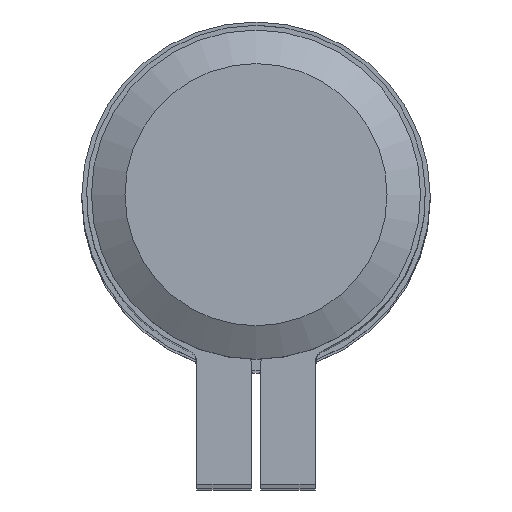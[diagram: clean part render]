
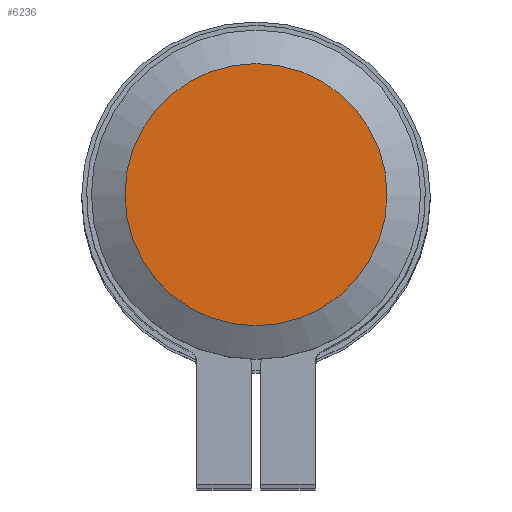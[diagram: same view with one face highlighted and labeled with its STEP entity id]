
A CAD part, top view. The second image highlights one B-rep face of the part: STEP entity #6236.
In plain terms, the highlighted face is planar.
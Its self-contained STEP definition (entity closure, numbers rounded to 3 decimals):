
#250=PLANE('',#6715);
#1781=FACE_OUTER_BOUND('',#2143,.T.);
#2143=EDGE_LOOP('',(#4363));
#2543=CIRCLE('',#6712,6.768);
#2762=VERTEX_POINT('',#9305);
#3398=EDGE_CURVE('',#2762,#2762,#2543,.T.);
#4363=ORIENTED_EDGE('',*,*,#3398,.F.);
#6236=ADVANCED_FACE('',(#1781),#250,.T.);
#6712=AXIS2_PLACEMENT_3D('',#9306,#7394,#7395);
#6715=AXIS2_PLACEMENT_3D('',#9312,#7402,#7403);
#7394=DIRECTION('center_axis',(0.,0.,1.));
#7395=DIRECTION('ref_axis',(-1.,0.,0.));
#7402=DIRECTION('center_axis',(0.,0.,-1.));
#7403=DIRECTION('ref_axis',(-1.,0.,0.));
#9305=CARTESIAN_POINT('',(6.768,0.,0.));
#9306=CARTESIAN_POINT('Origin',(0.,0.,0.));
#9312=CARTESIAN_POINT('Origin',(0.,0.,0.));
